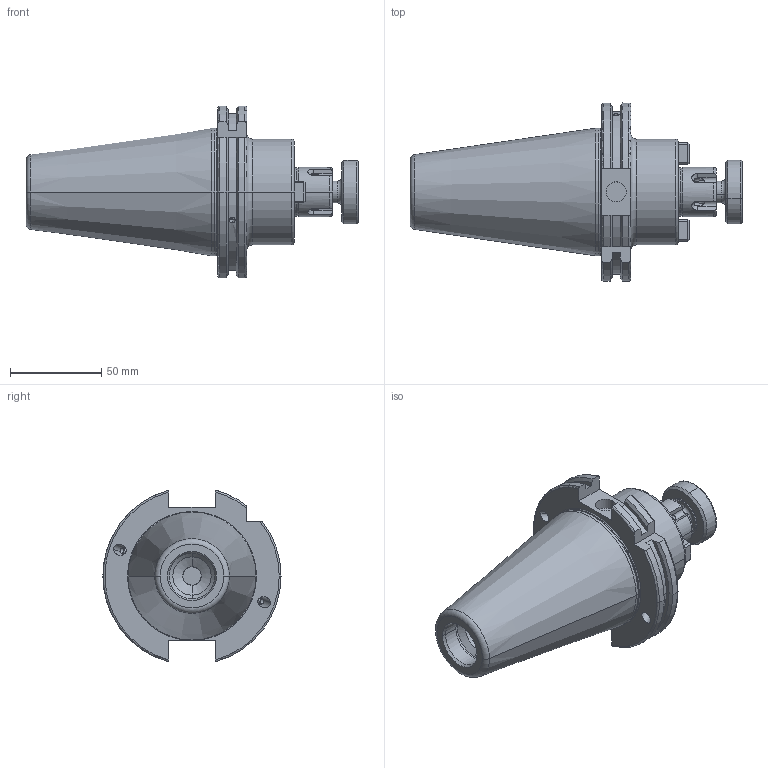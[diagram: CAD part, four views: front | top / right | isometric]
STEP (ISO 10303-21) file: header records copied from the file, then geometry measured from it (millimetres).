
FILE_DESCRIPTION (( 'STEP AP203' ), '1' );
FILE_NAME ('91506-AS327045.STEP', '2023-05-26T07:05:44', ( '' ), ( '' ), 'SwSTEP 2.0', 'SolidWorks 2018', '' );
FILE_SCHEMA (( 'CONFIG_CONTROL_DESIGN' ));
Length unit declared in the file: millimetre
Products named in the file (8): CCS-M12-27-2; CCS-M12-27; M4X4_DIN 913 - M4 x 4-N; PLUG KEY 12-27; SK50SMX27045FWW; 91506-AS327045; CCS-M12-27-1
Assembly tree (9 placements, depth 4):
  91506-AS327045
    SK50SMX27045FWW
      SK50SMX27045FWW
      CCS-M12-27
        CCS-M12-27-1
        CCS-M12-27-2
      M4X4_DIN 913 - M4 x 4-N  x2
      PLUG KEY 12-27  x2
Bounding box: 181.75 x 97.5 x 94.05 mm (x, y, z)
Volume: 420009.7 mm3; surface area: 59906.8 mm2
Topology: 7 solids, 7 shells, 318 faces, 795 edges, 491 vertices
Faces by surface type: plane 108, cylinder 93, cone 70, torus 39, sphere 8
Entity records: 10050 total; most frequent: CARTESIAN_POINT 2782, DIRECTION 1376, ORIENTED_EDGE 1330, EDGE_CURVE 665, AXIS2_PLACEMENT_3D 549, VERTEX_POINT 413, EDGE_LOOP 290, LINE 278
